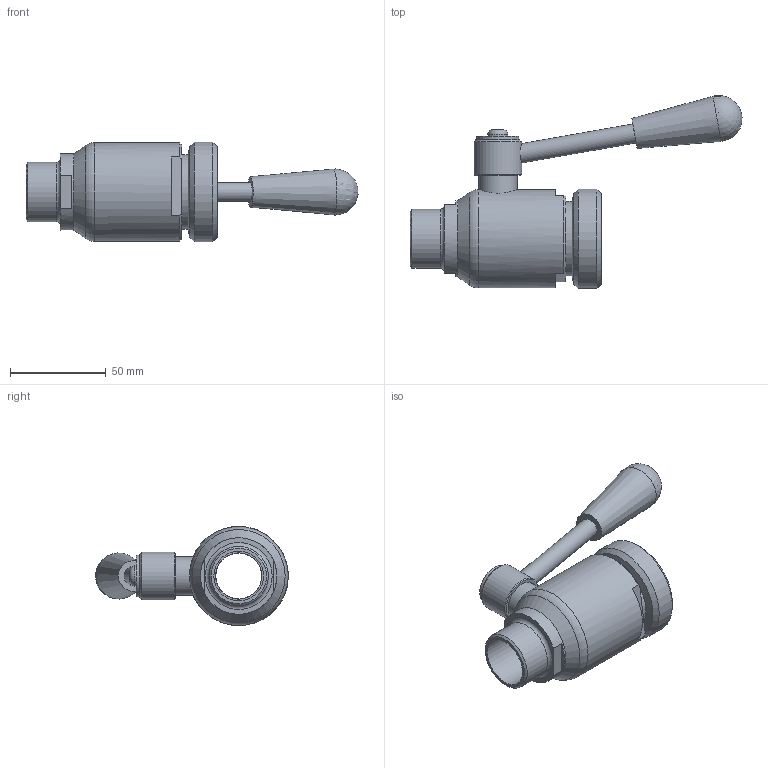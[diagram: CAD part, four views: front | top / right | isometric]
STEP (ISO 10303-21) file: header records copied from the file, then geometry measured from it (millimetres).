
FILE_DESCRIPTION(/* description */ (''),/* implementation_level */ '2;1');
FILE_NAME(/* name */ '4103 0 025.stp',/* time_stamp */ '2016-05-25T10:50:54+02:00',/* author */ ('Struska'),/* organization */ ('BUPOSPOL'),/* preprocessor_version */ 'ST-DEVELOPER v15.6',/* originating_system */ 'Autodesk Inventor 2015',/* authorisation */ '');
FILE_SCHEMA (('CONFIG_CONTROL_DESIGN'));
Length unit declared in the file: millimetre
Products named in the file (1): 4103 0 025
Bounding box: 173.73 x 100.87 x 51.97 mm (x, y, z)
Volume: 140438.2 mm3; surface area: 52919.1 mm2
Topology: 1 solids, 8 shells, 226 faces, 511 edges, 318 vertices
Faces by surface type: plane 96, cylinder 56, cone 39, torus 31, sphere 4
Full cylindrical faces by diameter (mm): 3 x1, 4.134 x1, 6 x1, 7.4 x1, 9.5 x2, 10 x2, 10.5 x1, 12.5 x4, 12.8 x1, 12.9 x1, 16.8 x1, 17 x1, 20 x1, 21 x1, 22 x1, 24 x1, 24.2 x2, 25 x1, 26 x2, 30 x1, 31 x1, 34.2 x2, 34.3 x2, 35.4 x1, 38.5 x2, 39 x1, 40 x1, 41.2 x2, 41.4 x1, 41.7 x3
Entity records: 6181 total; most frequent: CARTESIAN_POINT 1428, DIRECTION 966, ORIENTED_EDGE 732, AXIS2_PLACEMENT_3D 423, EDGE_LOOP 371, EDGE_CURVE 365, VERTEX_POINT 278, STYLED_ITEM 227
